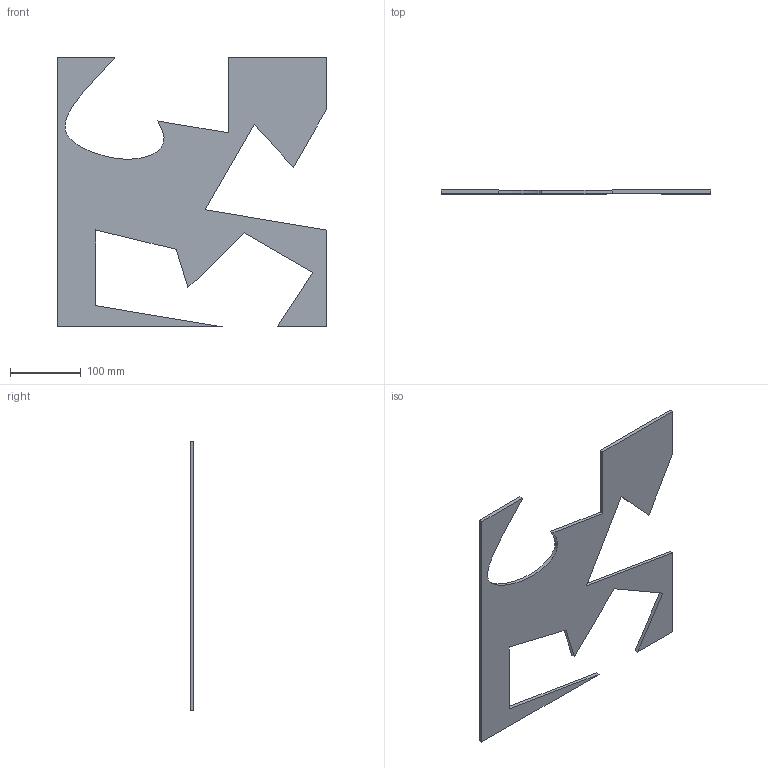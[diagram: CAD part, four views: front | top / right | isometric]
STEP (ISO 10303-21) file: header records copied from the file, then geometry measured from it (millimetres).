
FILE_DESCRIPTION(('produced by SPATIAL CORP'),'2;1');
FILE_NAME( 'part_29.prt.hh.sat.stp','2002-04-19T13:19:42+00:00',('SPATIAL CORP'),('SPATIAL CORP'), 'ACIS STEP Husk','http://www.spatial.com','SPATIAL CORP');
FILE_SCHEMA(('CONFIG_CONTROL_DESIGN'));
Length unit declared in the file: millimetre
Products named in the file (1): PRODUCT_ID_1
Bounding box: 381 x 5.08 x 381 mm (x, y, z)
Volume: 384408.2 mm3; surface area: 165657.7 mm2
Topology: 1 solids, 1 shells, 23 faces, 63 edges, 42 vertices
Faces by surface type: plane 22, bspline 1
Entity records: 1197 total; most frequent: CARTESIAN_POINT 533, ORIENTED_EDGE 126, DIRECTION 105, EDGE_CURVE 63, VECTOR 61, LINE 61, VERTEX_POINT 42, EDGE_LOOP 23
